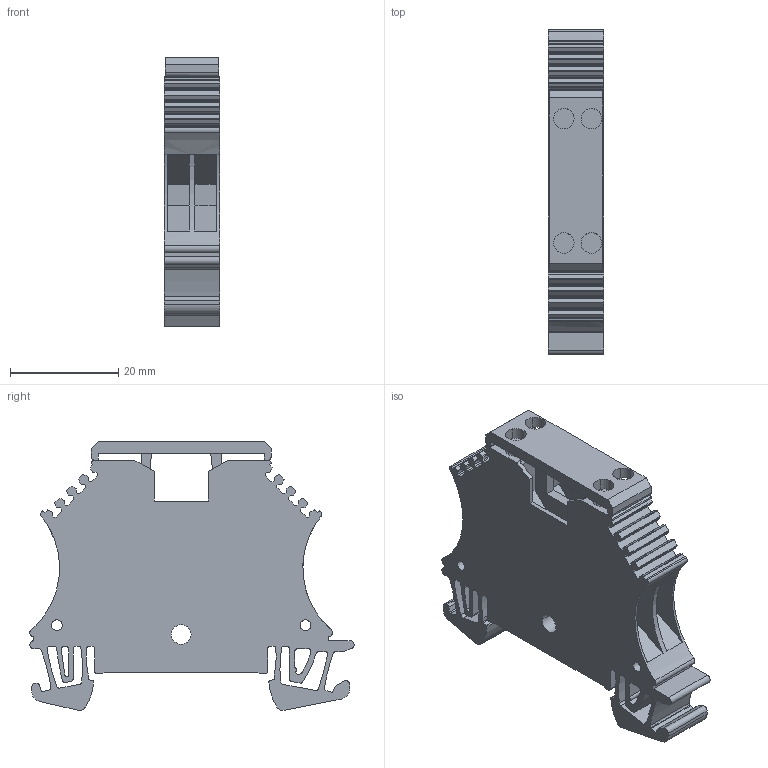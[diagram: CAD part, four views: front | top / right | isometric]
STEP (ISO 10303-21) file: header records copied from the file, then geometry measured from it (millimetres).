
FILE_DESCRIPTION(('CATIA V5 STEP Exchange','CAx-IF Rec.Pracs.--- Model Styling and Organization---1.4--- 2014-01-23'),'2;1');
FILE_NAME ('D1446883_0', '2020-04-21T03:52:53+00:00', ('none'), ('Weidmueller'), 'CATIA Version 5-6 Release 2016 SP3 HF44', 'CATIA V5 STEP AP214', 'none');
FILE_SCHEMA(('AUTOMOTIVE_DESIGN { 1 0 10303 214 1 1 1 1 }'));
Length unit declared in the file: millimetre
Products named in the file (1): 1024400000_WDU_2-5-TC_TYP_SR
Bounding box: 10.2 x 60 x 49.75 mm (x, y, z)
Volume: 16356.9 mm3; surface area: 10805.1 mm2
Topology: 2 solids, 2 shells, 353 faces, 1048 edges, 705 vertices
Faces by surface type: plane 230, cylinder 123
Entity records: 11626 total; most frequent: CARTESIAN_POINT 2329, ORIENTED_EDGE 2096, DIRECTION 1599, EDGE_CURVE 1048, VECTOR 789, LINE 789, VERTEX_POINT 705, AXIS2_PLACEMENT_3D 525
